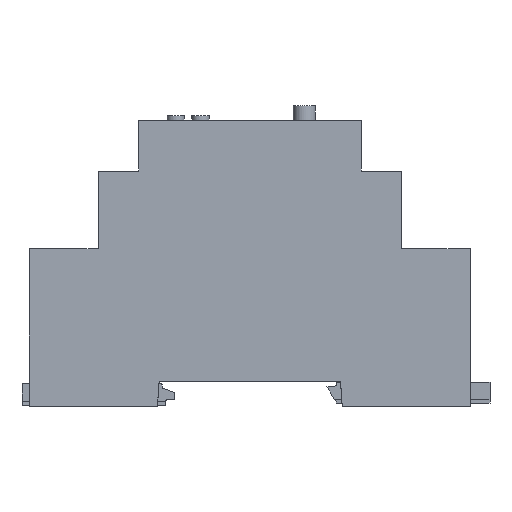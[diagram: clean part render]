
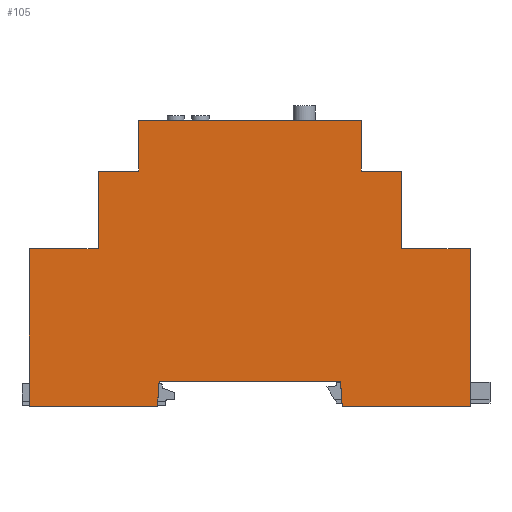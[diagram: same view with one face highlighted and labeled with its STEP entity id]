
A CAD part, left-side view. The second image highlights one B-rep face of the part: STEP entity #105.
In plain terms, the highlighted planar face has unit normal (-1, 0, 0).
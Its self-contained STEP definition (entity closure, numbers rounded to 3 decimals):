
#105=ADVANCED_FACE('',(#6675),#6677,.T.);
#6675=FACE_BOUND('',#6676,.T.);
#6676=EDGE_LOOP('',(#12789,#12790,#12791,#12792,#12793,#12794,#12795,#12796,#12797,
#12798,#12799,#12800,#12801,#12802,#12803,#12804));
#6677=PLANE('',#6678);
#6678=AXIS2_PLACEMENT_3D('',#6679,#6680,#6681);
#6679=CARTESIAN_POINT('',(-35.5,0.,0.));
#6680=DIRECTION('',(-1.,0.,0.));
#6681=DIRECTION('',(0.,0.,-1.));
#12789=ORIENTED_EDGE('',*,*,#17566,.T.);
#12790=ORIENTED_EDGE('',*,*,#17567,.T.);
#12791=ORIENTED_EDGE('',*,*,#17568,.T.);
#12792=ORIENTED_EDGE('',*,*,#17569,.T.);
#12793=ORIENTED_EDGE('',*,*,#17570,.T.);
#12794=ORIENTED_EDGE('',*,*,#17571,.T.);
#12795=ORIENTED_EDGE('',*,*,#17572,.T.);
#12796=ORIENTED_EDGE('',*,*,#17549,.T.);
#12797=ORIENTED_EDGE('',*,*,#17565,.T.);
#12798=ORIENTED_EDGE('',*,*,#17573,.T.);
#12799=ORIENTED_EDGE('',*,*,#17574,.T.);
#12800=ORIENTED_EDGE('',*,*,#17575,.T.);
#12801=ORIENTED_EDGE('',*,*,#17576,.T.);
#12802=ORIENTED_EDGE('',*,*,#17577,.T.);
#12803=ORIENTED_EDGE('',*,*,#17578,.T.);
#12804=ORIENTED_EDGE('',*,*,#17557,.T.);
#17549=EDGE_CURVE('',#20061,#20059,#20062,.T.);
#17557=EDGE_CURVE('',#20071,#20075,#20077,.T.);
#17565=EDGE_CURVE('',#20059,#20090,#20092,.T.);
#17566=EDGE_CURVE('',#20075,#20093,#20094,.T.);
#17567=EDGE_CURVE('',#20093,#20095,#20096,.T.);
#17568=EDGE_CURVE('',#20095,#20097,#20098,.T.);
#17569=EDGE_CURVE('',#20097,#20099,#20100,.T.);
#17570=EDGE_CURVE('',#20099,#20101,#20102,.T.);
#17571=EDGE_CURVE('',#20101,#20103,#20104,.T.);
#17572=EDGE_CURVE('',#20103,#20061,#20105,.T.);
#17573=EDGE_CURVE('',#20090,#20106,#20107,.T.);
#17574=EDGE_CURVE('',#20106,#20108,#20109,.T.);
#17575=EDGE_CURVE('',#20108,#20110,#20111,.T.);
#17576=EDGE_CURVE('',#20110,#20112,#20113,.T.);
#17577=EDGE_CURVE('',#20112,#20114,#20115,.T.);
#17578=EDGE_CURVE('',#20114,#20071,#20116,.T.);
#20059=VERTEX_POINT('',#23689);
#20061=VERTEX_POINT('',#23693);
#20062=LINE('',#23694,#23695);
#20071=VERTEX_POINT('',#23715);
#20075=VERTEX_POINT('',#23723);
#20077=LINE('',#23727,#23728);
#20090=VERTEX_POINT('',#23759);
#20092=LINE('',#23763,#23764);
#20093=VERTEX_POINT('',#23766);
#20094=LINE('',#23767,#23768);
#20095=VERTEX_POINT('',#23770);
#20096=LINE('',#23771,#23772);
#20097=VERTEX_POINT('',#23774);
#20098=LINE('',#23775,#23776);
#20099=VERTEX_POINT('',#23778);
#20100=LINE('',#23779,#23780);
#20101=VERTEX_POINT('',#23782);
#20102=LINE('',#23783,#23784);
#20103=VERTEX_POINT('',#23786);
#20104=LINE('',#23787,#23788);
#20105=LINE('',#23790,#23791);
#20106=VERTEX_POINT('',#23793);
#20107=LINE('',#23794,#23795);
#20108=VERTEX_POINT('',#23797);
#20109=LINE('',#23798,#23799);
#20110=VERTEX_POINT('',#23801);
#20111=LINE('',#23802,#23803);
#20112=VERTEX_POINT('',#23805);
#20113=LINE('',#23806,#23807);
#20114=VERTEX_POINT('',#23809);
#20115=LINE('',#23810,#23811);
#20116=LINE('',#23813,#23814);
#23689=CARTESIAN_POINT('',(-35.5,-30.7,26.878));
#23693=CARTESIAN_POINT('',(-35.5,-44.6,26.878));
#23694=CARTESIAN_POINT('',(-35.5,-44.6,26.878));
#23695=VECTOR('',#23696,1.);
#23696=DIRECTION('',(0.,1.,0.));
#23715=CARTESIAN_POINT('',(-35.5,30.7,26.878));
#23723=CARTESIAN_POINT('',(-35.5,44.6,26.878));
#23727=CARTESIAN_POINT('',(-35.5,30.7,26.878));
#23728=VECTOR('',#23729,1.);
#23729=DIRECTION('',(0.,1.,0.));
#23759=CARTESIAN_POINT('',(-35.5,-30.7,42.606));
#23763=CARTESIAN_POINT('',(-35.5,-30.7,26.878));
#23764=VECTOR('',#23765,1.);
#23765=DIRECTION('',(0.,0.,1.));
#23766=CARTESIAN_POINT('',(-35.5,44.6,-4.987));
#23767=CARTESIAN_POINT('',(-35.5,44.6,26.878));
#23768=VECTOR('',#23769,1.);
#23769=DIRECTION('',(0.,0.,-1.));
#23770=CARTESIAN_POINT('',(-35.5,18.7,-4.987));
#23771=CARTESIAN_POINT('',(-35.5,44.6,-4.987));
#23772=VECTOR('',#23773,1.);
#23773=DIRECTION('',(0.,-1.,0.));
#23774=CARTESIAN_POINT('',(-35.5,18.351,0.));
#23775=CARTESIAN_POINT('',(-35.5,18.7,-4.987));
#23776=VECTOR('',#23777,1.);
#23777=DIRECTION('',(0.,-0.07,0.998));
#23778=CARTESIAN_POINT('',(-35.5,-18.351,0.));
#23779=CARTESIAN_POINT('',(-35.5,18.351,0.));
#23780=VECTOR('',#23781,1.);
#23781=DIRECTION('',(0.,-1.,0.));
#23782=CARTESIAN_POINT('',(-35.5,-18.7,-4.987));
#23783=CARTESIAN_POINT('',(-35.5,-18.351,0.));
#23784=VECTOR('',#23785,1.);
#23785=DIRECTION('',(0.,-0.07,-0.998));
#23786=CARTESIAN_POINT('',(-35.5,-44.6,-4.987));
#23787=CARTESIAN_POINT('',(-35.5,-18.7,-4.987));
#23788=VECTOR('',#23789,1.);
#23789=DIRECTION('',(0.,-1.,0.));
#23790=CARTESIAN_POINT('',(-35.5,-44.6,-4.987));
#23791=VECTOR('',#23792,1.);
#23792=DIRECTION('',(0.,0.,1.));
#23793=CARTESIAN_POINT('',(-35.5,-22.5,42.606));
#23794=CARTESIAN_POINT('',(-35.5,-30.7,42.606));
#23795=VECTOR('',#23796,1.);
#23796=DIRECTION('',(0.,1.,0.));
#23797=CARTESIAN_POINT('',(-35.5,-22.5,52.804));
#23798=CARTESIAN_POINT('',(-35.5,-22.5,42.606));
#23799=VECTOR('',#23800,1.);
#23800=DIRECTION('',(0.,0.,1.));
#23801=CARTESIAN_POINT('',(-35.5,22.5,52.804));
#23802=CARTESIAN_POINT('',(-35.5,-22.5,52.804));
#23803=VECTOR('',#23804,1.);
#23804=DIRECTION('',(0.,1.,0.));
#23805=CARTESIAN_POINT('',(-35.5,22.5,42.606));
#23806=CARTESIAN_POINT('',(-35.5,22.5,52.804));
#23807=VECTOR('',#23808,1.);
#23808=DIRECTION('',(0.,0.,-1.));
#23809=CARTESIAN_POINT('',(-35.5,30.7,42.606));
#23810=CARTESIAN_POINT('',(-35.5,22.5,42.606));
#23811=VECTOR('',#23812,1.);
#23812=DIRECTION('',(0.,1.,0.));
#23813=CARTESIAN_POINT('',(-35.5,30.7,42.606));
#23814=VECTOR('',#23815,1.);
#23815=DIRECTION('',(0.,0.,-1.));
